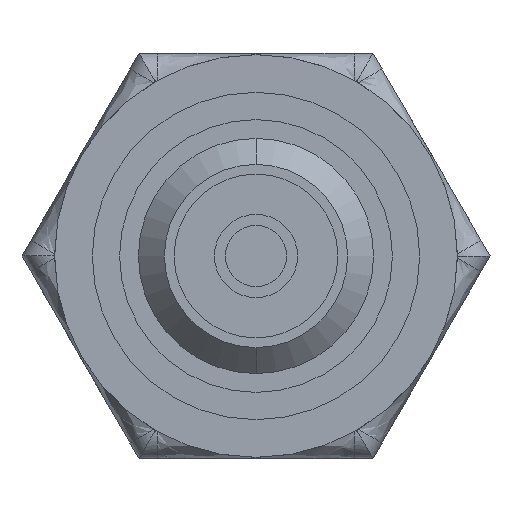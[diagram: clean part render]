
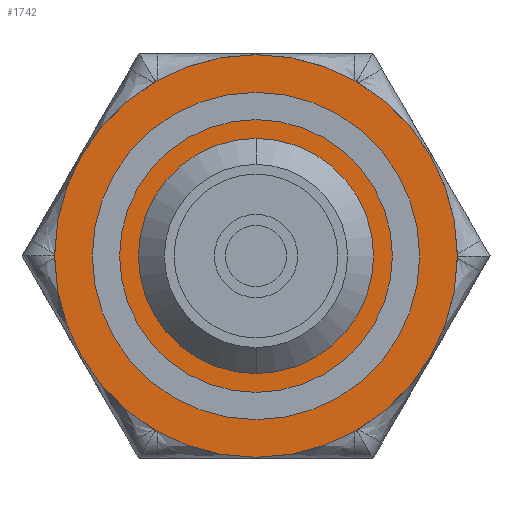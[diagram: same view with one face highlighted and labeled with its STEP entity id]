
A CAD part, front view. The second image highlights one B-rep face of the part: STEP entity #1742.
In plain terms, the highlighted planar face has unit normal (0, -1, 0).
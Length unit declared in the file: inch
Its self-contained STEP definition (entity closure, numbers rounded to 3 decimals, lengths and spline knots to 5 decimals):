
#17 = ORIENTED_EDGE ( 'NONE', *, *, #1760, .F. ) ;
#39 = ORIENTED_EDGE ( 'NONE', *, *, #40, .F. ) ;
#40 = EDGE_CURVE ( 'NONE', #1767, #1776, #1935, .T. ) ;
#1740 = EDGE_LOOP ( 'NONE', ( #39, #17 ) ) ;
#1741 = ORIENTED_EDGE ( 'NONE', *, *, #2040, .T. ) ;
#1742 = ADVANCED_FACE ( 'NONE', ( #9488, #9487 ), #9486, .T. ) ;
#1743 = EDGE_LOOP ( 'NONE', ( #1744, #1741 ) ) ;
#1744 = ORIENTED_EDGE ( 'NONE', *, *, #1961, .T. ) ;
#1760 = EDGE_CURVE ( 'NONE', #1776, #1767, #9458, .T. ) ;
#1767 = VERTEX_POINT ( 'NONE', #9447 ) ;
#1776 = VERTEX_POINT ( 'NONE', #9350 ) ;
#1904 = CARTESIAN_POINT ( 'NONE',  ( 0., -0.2075, 0. ) ) ;
#1932 = DIRECTION ( 'NONE',  ( 0., 0., -1. ) ) ;
#1933 = DIRECTION ( 'NONE',  ( 0., -1., 0. ) ) ;
#1934 = AXIS2_PLACEMENT_3D ( 'NONE', #1904, #1933, #1932 ) ;
#1935 = CIRCLE ( 'NONE', #1934, 0.0905 ) ;
#1961 = EDGE_CURVE ( 'NONE', #2042, #2041, #9610, .T. ) ;
#2040 = EDGE_CURVE ( 'NONE', #2041, #2042, #9666, .T. ) ;
#2041 = VERTEX_POINT ( 'NONE', #9744 ) ;
#2042 = VERTEX_POINT ( 'NONE', #9743 ) ;
#9350 = CARTESIAN_POINT ( 'NONE',  ( 0., -0.2075, -0.0905 ) ) ;
#9415 = CARTESIAN_POINT ( 'NONE',  ( 0., -0.2075, 0. ) ) ;
#9447 = CARTESIAN_POINT ( 'NONE',  ( 0., -0.2075, 0.0905 ) ) ;
#9455 = DIRECTION ( 'NONE',  ( 0., 0., -1. ) ) ;
#9456 = DIRECTION ( 'NONE',  ( 0., -1., 0. ) ) ;
#9457 = AXIS2_PLACEMENT_3D ( 'NONE', #9415, #9456, #9455 ) ;
#9458 = CIRCLE ( 'NONE', #9457, 0.0905 ) ;
#9486 = PLANE ( 'NONE',  #9495 ) ;
#9487 = FACE_BOUND ( 'NONE', #1740, .T. ) ;
#9488 = FACE_OUTER_BOUND ( 'NONE', #1743, .T. ) ;
#9492 = DIRECTION ( 'NONE',  ( 0., 0., -1. ) ) ;
#9493 = DIRECTION ( 'NONE',  ( 0., -1., 0. ) ) ;
#9494 = CARTESIAN_POINT ( 'NONE',  ( 0., -0.2075, 0. ) ) ;
#9495 = AXIS2_PLACEMENT_3D ( 'NONE', #9494, #9493, #9492 ) ;
#9606 = DIRECTION ( 'NONE',  ( 0., 0., -1. ) ) ;
#9607 = DIRECTION ( 'NONE',  ( 0., -1., 0. ) ) ;
#9608 = CARTESIAN_POINT ( 'NONE',  ( 0., -0.2075, 0. ) ) ;
#9609 = AXIS2_PLACEMENT_3D ( 'NONE', #9608, #9607, #9606 ) ;
#9610 = CIRCLE ( 'NONE', #9609, 0.155 ) ;
#9666 = CIRCLE ( 'NONE', #9748, 0.155 ) ;
#9743 = CARTESIAN_POINT ( 'NONE',  ( 0., -0.2075, 0.155 ) ) ;
#9744 = CARTESIAN_POINT ( 'NONE',  ( 0., -0.2075, -0.155 ) ) ;
#9745 = DIRECTION ( 'NONE',  ( 0., 0., -1. ) ) ;
#9746 = DIRECTION ( 'NONE',  ( 0., -1., 0. ) ) ;
#9747 = CARTESIAN_POINT ( 'NONE',  ( 0., -0.2075, 0. ) ) ;
#9748 = AXIS2_PLACEMENT_3D ( 'NONE', #9747, #9746, #9745 ) ;
